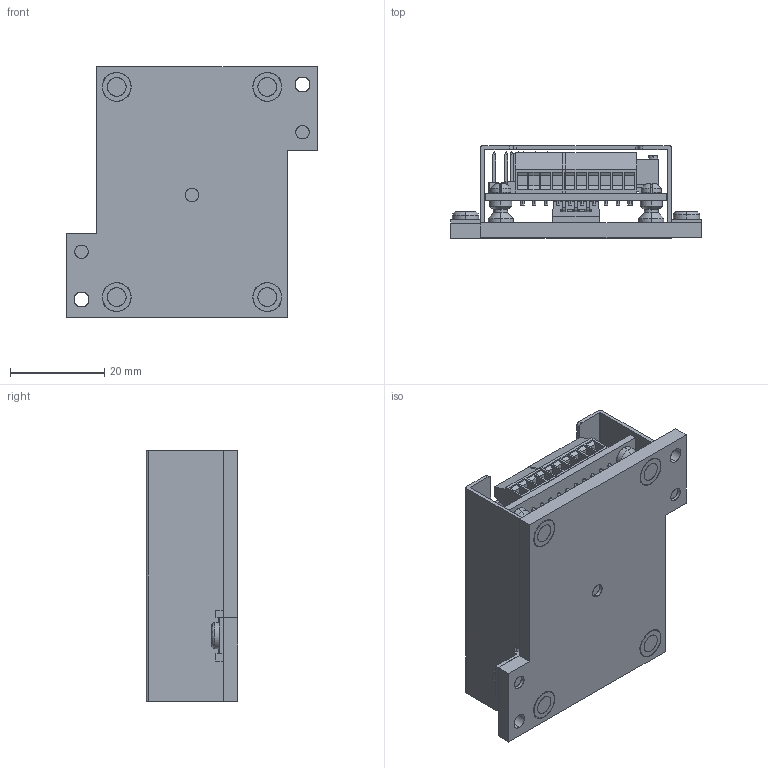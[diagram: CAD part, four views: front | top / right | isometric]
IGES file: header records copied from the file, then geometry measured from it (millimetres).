
Start section: SolidWorks IGES file using analytic representation for surfaces
Global section: file name: RHM5K.IGS; native system: SolidWorks 2010; preprocessor: SolidWorks 2010; author: gniebel; date: 101101.093919; units: inch
Bounding box: 53.34 x 19.56 x 53.34 mm (x, y, z)
Surface area: 23061.4 mm2 (no closed solid volume)
Topology: 0 solids, 0 shells, 1562 faces, 13364 edges, 13364 vertices
Faces by surface type: bspline 1145, revolution 417
